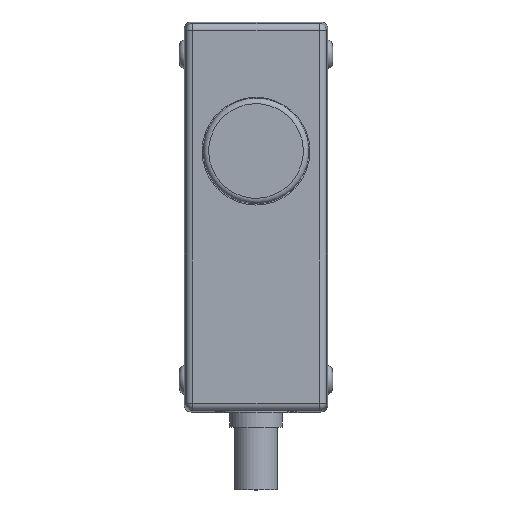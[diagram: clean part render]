
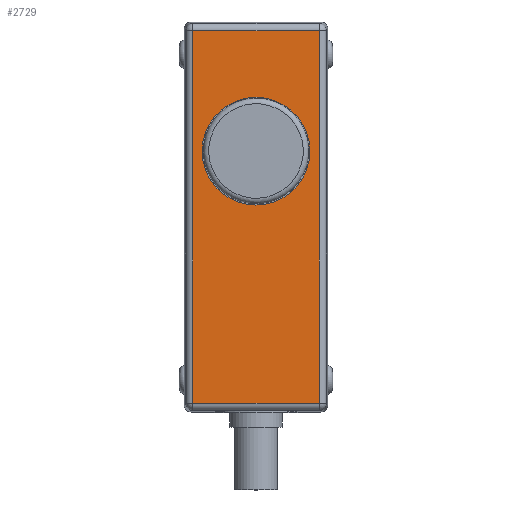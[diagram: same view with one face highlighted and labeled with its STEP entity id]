
A CAD part, top view. The second image highlights one B-rep face of the part: STEP entity #2729.
In plain terms, the highlighted planar face has unit normal (0, 0, 1).
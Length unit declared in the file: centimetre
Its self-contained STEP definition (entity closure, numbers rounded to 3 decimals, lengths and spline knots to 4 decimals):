
#440=VECTOR('',#3584,1.);
#444=VECTOR('',#3614,1.);
#445=VECTOR('',#3617,1.);
#447=VECTOR('',#3621,1.);
#628=LINE('',#4407,#440);
#632=LINE('',#4430,#444);
#633=LINE('',#4432,#445);
#635=LINE('',#4435,#447);
#722=PLANE('',#2992);
#943=VERTEX_POINT('',#4357);
#953=VERTEX_POINT('',#4382);
#958=VERTEX_POINT('',#4395);
#963=VERTEX_POINT('',#4411);
#965=VERTEX_POINT('',#4420);
#1060=CIRCLE('',#2955,1.5);
#1386=EDGE_CURVE('',#943,#943,#1060,.T.);
#1410=EDGE_CURVE('',#953,#958,#628,.T.);
#1422=EDGE_CURVE('',#958,#965,#632,.T.);
#1423=EDGE_CURVE('',#965,#963,#633,.T.);
#1425=EDGE_CURVE('',#963,#953,#635,.T.);
#2118=ORIENTED_EDGE('',*,*,#1386,.T.);
#2119=ORIENTED_EDGE('',*,*,#1410,.F.);
#2120=ORIENTED_EDGE('',*,*,#1425,.F.);
#2121=ORIENTED_EDGE('',*,*,#1423,.F.);
#2122=ORIENTED_EDGE('',*,*,#1422,.F.);
#2351=EDGE_LOOP('',(#2118));
#2352=EDGE_LOOP('',(#2119,#2120,#2121,#2122));
#2567=FACE_BOUND('',#2351,.T.);
#2568=FACE_BOUND('',#2352,.T.);
#2729=ADVANCED_FACE('',(#2567,#2568),#722,.T.);
#2955=AXIS2_PLACEMENT_3D('',#4356,#3535,#3536);
#2992=AXIS2_PLACEMENT_3D('',#4440,#3626,$);
#3535=DIRECTION('',(0.,0.,-1.));
#3536=DIRECTION('',(1.5,0.,0.));
#3584=DIRECTION('',(1.,0.,0.));
#3614=DIRECTION('',(0.,-1.,0.));
#3617=DIRECTION('',(-1.,0.,0.));
#3621=DIRECTION('',(0.,1.,0.));
#3626=DIRECTION('',(0.,0.,1.));
#4356=CARTESIAN_POINT('',(0.,1.83,1.4));
#4357=CARTESIAN_POINT('',(1.5,1.83,1.4));
#4382=CARTESIAN_POINT('',(-1.758,5.188,1.4));
#4395=CARTESIAN_POINT('',(1.758,5.188,1.4));
#4407=CARTESIAN_POINT('',(-1.,5.188,1.4));
#4411=CARTESIAN_POINT('',(-1.758,-5.188,1.4));
#4420=CARTESIAN_POINT('',(1.758,-5.188,1.4));
#4430=CARTESIAN_POINT('',(1.758,2.715,1.4));
#4432=CARTESIAN_POINT('',(1.,-5.188,1.4));
#4435=CARTESIAN_POINT('',(-1.758,-2.715,1.4));
#4440=CARTESIAN_POINT('',(0.,0.,1.4));
